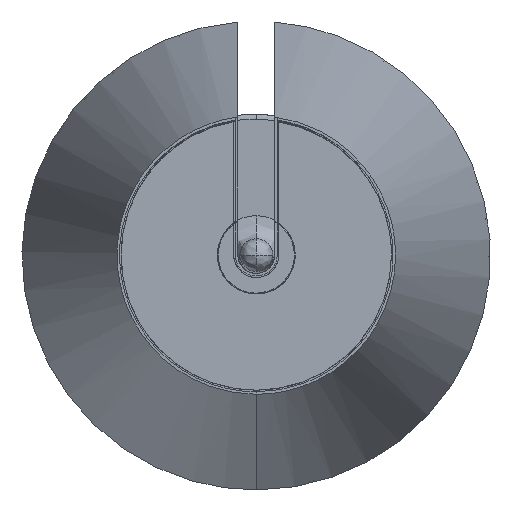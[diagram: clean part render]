
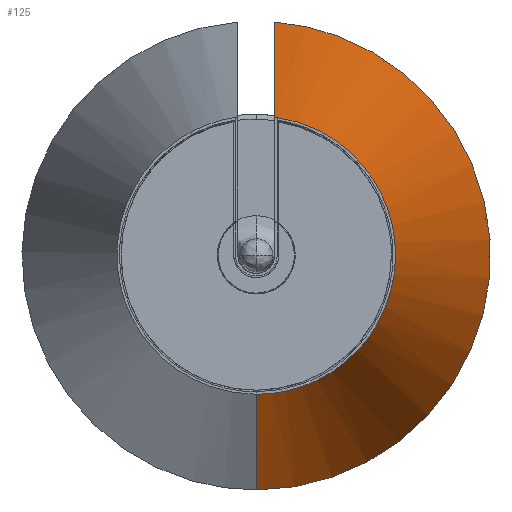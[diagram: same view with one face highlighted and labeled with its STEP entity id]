
A CAD part, top view. The second image highlights one B-rep face of the part: STEP entity #125.
In plain terms, the highlighted free-form (B-spline) face has degree [2, 1] with [5, 2] control points.
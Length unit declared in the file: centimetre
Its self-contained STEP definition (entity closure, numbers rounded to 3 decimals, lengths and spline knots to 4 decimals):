
#125=ADVANCED_FACE($,(#227),#1282,.T.);
#227=FACE_OUTER_BOUND($,#332,.T.);
#332=EDGE_LOOP($,(#780,#781,#782,#783));
#780=ORIENTED_EDGE($,*,*,#1032,.T.);
#781=ORIENTED_EDGE($,*,*,#1006,.T.);
#782=ORIENTED_EDGE($,*,*,#1033,.F.);
#783=ORIENTED_EDGE($,*,*,#1023,.T.);
#1006=EDGE_CURVE($,#1164,#1165,#1350,.T.);
#1023=EDGE_CURVE($,#1178,#1179,#1363,.T.);
#1032=EDGE_CURVE($,#1179,#1164,#1515,.T.);
#1033=EDGE_CURVE($,#1178,#1165,#1371,.T.);
#1164=VERTEX_POINT($,#3799);
#1165=VERTEX_POINT($,#3800);
#1178=VERTEX_POINT($,#3813);
#1179=VERTEX_POINT($,#3814);
#1282=(
BOUNDED_SURFACE()
B_SPLINE_SURFACE(2,1,((#3769,#3770),(#3771,#3772),(#3773,#3774),(#3775,#3776),
(#3777,#3778)),.UNSPECIFIED.,.F.,.F.,.F.)
B_SPLINE_SURFACE_WITH_KNOTS((3,2,3),(2,2),(13.1251,239.4191,
478.8381),(654.115,1100.4523),.UNSPECIFIED.)
GEOMETRIC_REPRESENTATION_ITEM()
RATIONAL_B_SPLINE_SURFACE(((0.97,0.97),(0.723,
0.723),(1.,1.),(0.707,0.707),(1.,1.)))
REPRESENTATION_ITEM($)
SURFACE()
);
#1350=B_SPLINE_CURVE_WITH_KNOTS($,3,(#3462,#3463,#3464,#3465,#3466,#3467,
#3468,#3469,#3470,#3471,#3472,#3473,#3474,#3475,#3476,#3477,#3478,#3479,
#3480,#3481,#3482,#3483,#3484,#3485,#3486,#3487,#3488,#3489,#3490,#3491,
#3492,#3493,#3494,#3495),.UNSPECIFIED.,.F.,.F.,(4,2,2,2,2,2,2,2,2,2,2,2,
2,2,2,2,4),(875.9722,930.7297,985.4873,1040.2262,
1094.9651,1149.7038,1204.4425,1259.2,1313.9574,
1368.7157,1423.4739,1478.2131,1532.9523,1587.691,
1642.4296,1697.187,1751.9444),.UNSPECIFIED.);
#1363=B_SPLINE_CURVE_WITH_KNOTS($,3,(#3618,#3619,#3620,#3621,#3622,#3623,
#3624,#3625,#3626,#3627,#3628,#3629,#3630,#3631,#3632,#3633,#3634,#3635),
.UNSPECIFIED.,.F.,.F.,(4,2,2,2,2,2,2,2,4),(0.,64.0816,128.0182,
191.904,255.8691,319.7756,383.712,447.5978,
511.5045),.UNSPECIFIED.);
#1371=B_SPLINE_CURVE_WITH_KNOTS($,3,(#3714,#3715,#3716,#3717),.UNSPECIFIED.,
.F.,.F.,(4,4),(-0.801,-0.3545),.UNSPECIFIED.);
#1515=(
BOUNDED_CURVE()
B_SPLINE_CURVE(1,(#3712,#3713),.UNSPECIFIED.,.F.,.F.)
B_SPLINE_CURVE_WITH_KNOTS((2,2),(654.115,1100.4523),.UNSPECIFIED.)
CURVE()
GEOMETRIC_REPRESENTATION_ITEM()
RATIONAL_B_SPLINE_CURVE((1.,1.))
REPRESENTATION_ITEM($)
);
#3462=CARTESIAN_POINT($,(0.,-286.,1315.5));
#3463=CARTESIAN_POINT($,(18.2665,-286.,1315.5));
#3464=CARTESIAN_POINT($,(36.4907,-284.25,1315.5));
#3465=CARTESIAN_POINT($,(72.3561,-277.2982,1315.5));
#3466=CARTESIAN_POINT($,(89.9147,-272.1121,1315.5));
#3467=CARTESIAN_POINT($,(123.7961,-258.4646,1315.5));
#3468=CARTESIAN_POINT($,(140.0417,-250.0355,1315.5));
#3469=CARTESIAN_POINT($,(170.703,-230.1954,1315.5));
#3470=CARTESIAN_POINT($,(185.0482,-218.8301,1315.5));
#3471=CARTESIAN_POINT($,(211.3755,-193.5196,1315.5));
#3472=CARTESIAN_POINT($,(223.2968,-179.6328,1315.5));
#3473=CARTESIAN_POINT($,(244.3286,-149.7765,1315.5));
#3474=CARTESIAN_POINT($,(253.3906,-133.8754,1315.5));
#3475=CARTESIAN_POINT($,(268.3614,-100.5576,1315.5));
#3476=CARTESIAN_POINT($,(274.2346,-83.2168,1315.5));
#3477=CARTESIAN_POINT($,(282.5931,-47.6529,1315.5));
#3478=CARTESIAN_POINT($,(285.0592,-29.5117,1315.5));
#3479=CARTESIAN_POINT($,(286.4974,6.9931,1315.5));
#3480=CARTESIAN_POINT($,(285.4662,25.2722,1315.5));
#3481=CARTESIAN_POINT($,(279.9316,61.384,1315.5));
#3482=CARTESIAN_POINT($,(275.4407,79.1334,1315.5));
#3483=CARTESIAN_POINT($,(263.1374,113.5261,1315.5));
#3484=CARTESIAN_POINT($,(255.3543,130.0908,1315.5));
#3485=CARTESIAN_POINT($,(236.7364,161.5095,1315.5));
#3486=CARTESIAN_POINT($,(225.9446,176.2909,1315.5));
#3487=CARTESIAN_POINT($,(201.6901,203.5941,1315.5));
#3488=CARTESIAN_POINT($,(188.2832,216.0529,1315.5));
#3489=CARTESIAN_POINT($,(159.2779,238.2435,1315.5));
#3490=CARTESIAN_POINT($,(143.7459,247.9245,1315.5));
#3491=CARTESIAN_POINT($,(111.0433,264.1951,1315.5));
#3492=CARTESIAN_POINT($,(93.9472,270.7464,1315.5));
#3493=CARTESIAN_POINT($,(58.7399,280.4983,1315.5));
#3494=CARTESIAN_POINT($,(40.7098,283.6765,1315.5));
#3495=CARTESIAN_POINT($,(22.5,285.1136,1315.5));
#3618=CARTESIAN_POINT($,(22.5,168.5045,1746.5));
#3619=CARTESIAN_POINT($,(43.7277,165.67,1746.5));
#3620=CARTESIAN_POINT($,(64.1323,158.889,1746.5));
#3621=CARTESIAN_POINT($,(101.4935,138.0422,1746.5));
#3622=CARTESIAN_POINT($,(118.0229,124.2062,1746.5));
#3623=CARTESIAN_POINT($,(145.0788,91.1482,1746.5));
#3624=CARTESIAN_POINT($,(155.3981,72.1616,1746.5));
#3625=CARTESIAN_POINT($,(168.4243,31.4677,1746.5));
#3626=CARTESIAN_POINT($,(171.0431,10.0618,1746.5));
#3627=CARTESIAN_POINT($,(168.2105,-32.579,1746.5));
#3628=CARTESIAN_POINT($,(162.7695,-53.4999,1746.5));
#3629=CARTESIAN_POINT($,(144.4731,-92.1092,1746.5));
#3630=CARTESIAN_POINT($,(131.7644,-109.5204,1746.5));
#3631=CARTESIAN_POINT($,(100.5747,-138.7104,1746.5));
#3632=CARTESIAN_POINT($,(82.3148,-150.2669,1746.5));
#3633=CARTESIAN_POINT($,(42.5933,-165.9577,1746.5));
#3634=CARTESIAN_POINT($,(21.3577,-170.,1746.5));
#3635=CARTESIAN_POINT($,(0.,-170.,1746.5));
#3712=CARTESIAN_POINT($,(0.,-170.,1746.5));
#3713=CARTESIAN_POINT($,(0.,-286.,1315.5));
#3714=CARTESIAN_POINT($,(22.5,168.5045,1746.5));
#3715=CARTESIAN_POINT($,(22.5,205.0275,1611.9918));
#3716=CARTESIAN_POINT($,(22.5,248.7862,1450.0565));
#3717=CARTESIAN_POINT($,(22.5,285.1136,1315.5));
#3769=CARTESIAN_POINT($,(13.3741,169.4731,1746.5));
#3770=CARTESIAN_POINT($,(22.5,285.1136,1315.5));
#3771=CARTESIAN_POINT($,(170.,157.1128,1746.5));
#3772=CARTESIAN_POINT($,(286.,264.3192,1315.5));
#3773=CARTESIAN_POINT($,(170.,0.,1746.5));
#3774=CARTESIAN_POINT($,(286.,0.,1315.5));
#3775=CARTESIAN_POINT($,(170.,-170.,1746.5));
#3776=CARTESIAN_POINT($,(286.,-286.,1315.5));
#3777=CARTESIAN_POINT($,(0.,-170.,1746.5));
#3778=CARTESIAN_POINT($,(0.,-286.,1315.5));
#3799=CARTESIAN_POINT($,(0.,-286.,1315.5));
#3800=CARTESIAN_POINT($,(22.5,285.1136,1315.5));
#3813=CARTESIAN_POINT($,(22.5,168.5045,1746.5));
#3814=CARTESIAN_POINT($,(0.,-170.,1746.5));
